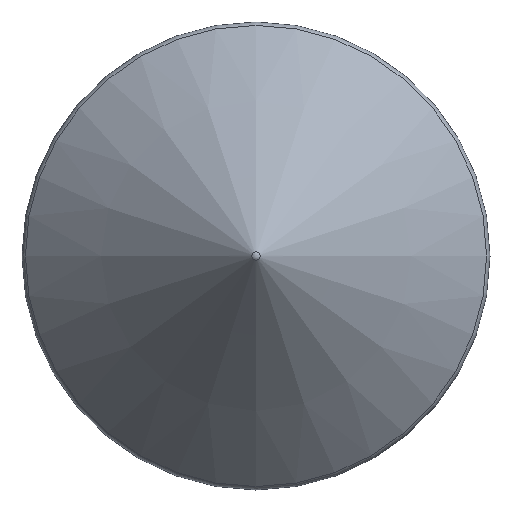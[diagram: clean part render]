
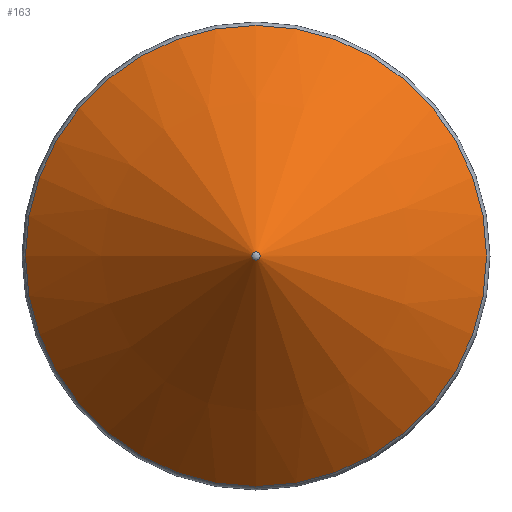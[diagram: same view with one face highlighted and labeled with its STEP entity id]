
A CAD part, front view. The second image highlights one B-rep face of the part: STEP entity #163.
In plain terms, the highlighted conical face has half-angle 45 degrees and reference radius 19.896 mm.
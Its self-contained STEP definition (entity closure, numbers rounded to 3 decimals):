
#27=LINE('',#318,#32);
#32=VECTOR('',#269,19.896);
#35=CONICAL_SURFACE('',#209,19.896,0.785);
#44=FACE_OUTER_BOUND('',#57,.T.);
#57=EDGE_LOOP('',(#146,#147,#148,#149,#150));
#72=CIRCLE('',#206,39.086);
#74=CIRCLE('',#208,39.086);
#75=CIRCLE('',#210,0.707);
#87=VERTEX_POINT('',#310);
#88=VERTEX_POINT('',#311);
#89=VERTEX_POINT('',#316);
#106=EDGE_CURVE('',#87,#88,#72,.T.);
#108=EDGE_CURVE('',#88,#87,#74,.T.);
#109=EDGE_CURVE('',#89,#89,#75,.T.);
#110=EDGE_CURVE('',#89,#88,#27,.T.);
#146=ORIENTED_EDGE('',*,*,#109,.F.);
#147=ORIENTED_EDGE('',*,*,#110,.T.);
#148=ORIENTED_EDGE('',*,*,#108,.T.);
#149=ORIENTED_EDGE('',*,*,#106,.T.);
#150=ORIENTED_EDGE('',*,*,#110,.F.);
#163=ADVANCED_FACE('',(#44),#35,.T.);
#206=AXIS2_PLACEMENT_3D('',#312,#259,#260);
#208=AXIS2_PLACEMENT_3D('',#314,#263,#264);
#209=AXIS2_PLACEMENT_3D('',#315,#265,#266);
#210=AXIS2_PLACEMENT_3D('',#317,#267,#268);
#259=DIRECTION('center_axis',(0.,-1.,0.));
#260=DIRECTION('ref_axis',(1.,0.,0.));
#263=DIRECTION('center_axis',(0.,-1.,0.));
#264=DIRECTION('ref_axis',(1.,0.,0.));
#265=DIRECTION('center_axis',(0.,1.,0.));
#266=DIRECTION('ref_axis',(0.,0.,1.));
#267=DIRECTION('center_axis',(0.,-1.,0.));
#268=DIRECTION('ref_axis',(1.,0.,0.));
#269=DIRECTION('',(0.,0.707,-0.707));
#310=CARTESIAN_POINT('',(0.,-61.414,39.086));
#311=CARTESIAN_POINT('',(0.,-61.414,-39.086));
#312=CARTESIAN_POINT('Origin',(0.,-61.414,0.));
#314=CARTESIAN_POINT('Origin',(0.,-61.414,0.));
#315=CARTESIAN_POINT('Origin',(0.,-80.604,0.));
#316=CARTESIAN_POINT('',(0.,-99.793,-0.707));
#317=CARTESIAN_POINT('Origin',(0.,-99.793,0.));
#318=CARTESIAN_POINT('',(0.,-80.604,-19.896));
